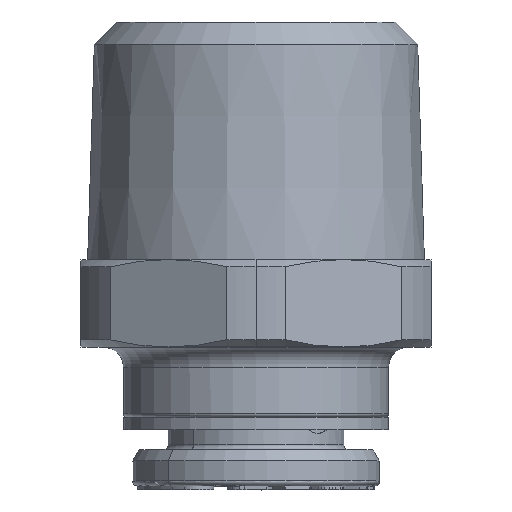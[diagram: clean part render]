
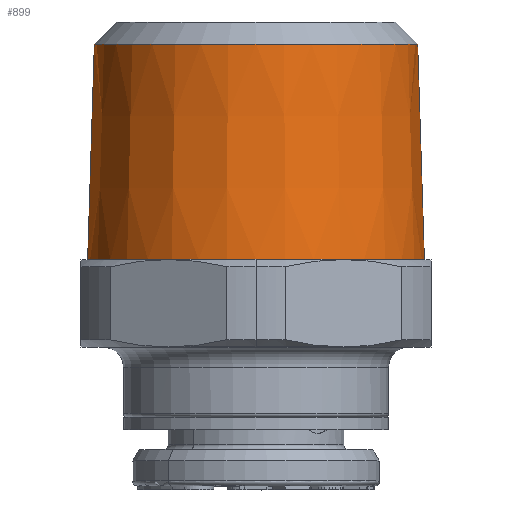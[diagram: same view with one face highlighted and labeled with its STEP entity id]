
A CAD part, top view. The second image highlights one B-rep face of the part: STEP entity #899.
In plain terms, the highlighted conical face has half-angle 1.78 degrees and reference radius 6.6 mm.
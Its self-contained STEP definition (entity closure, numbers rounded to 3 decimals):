
#899=ADVANCED_FACE('',(#2305),#2306,.T.);
#2305=FACE_OUTER_BOUND('',#4349,.T.);
#2306=CONICAL_SURFACE('',#4350,6.6,0.031);
#4349=EDGE_LOOP('',(#8219,#8220,#8221,#8222));
#4350=AXIS2_PLACEMENT_3D('',#8223,#8224,#8225);
#8219=ORIENTED_EDGE('',*,*,#13557,.T.);
#8220=ORIENTED_EDGE('',*,*,#13558,.T.);
#8221=ORIENTED_EDGE('',*,*,#13559,.T.);
#8222=ORIENTED_EDGE('',*,*,#13096,.F.);
#8223=CARTESIAN_POINT('',(0.0,7.808,0.0));
#8224=DIRECTION('',(-0.0,-1.0,0.0));
#8225=DIRECTION('',(-1.0,0.0,0.0));
#13096=EDGE_CURVE('',#15402,#15404,#15405,.T.);
#13557=EDGE_CURVE('',#15402,#16207,#16208,.T.);
#13558=EDGE_CURVE('',#16207,#16209,#16210,.T.);
#13559=EDGE_CURVE('',#16209,#15404,#16211,.T.);
#15402=VERTEX_POINT('',#18732);
#15404=VERTEX_POINT('',#18735);
#15405=CIRCLE('',#18736,6.466);
#16207=VERTEX_POINT('',#19961);
#16208=LINE('',#19962,#19963);
#16209=VERTEX_POINT('',#19964);
#16210=CIRCLE('',#19965,6.734);
#16211=LINE('',#19966,#19967);
#18732=CARTESIAN_POINT('',(-6.466,12.117,0.0));
#18735=CARTESIAN_POINT('',(6.466,12.117,0.));
#18736=AXIS2_PLACEMENT_3D('',#24528,#24529,#24530);
#19961=CARTESIAN_POINT('',(-6.734,3.5,0.0));
#19962=CARTESIAN_POINT('',(-6.6,7.808,0.));
#19963=VECTOR('',#25157,1.0);
#19964=CARTESIAN_POINT('',(6.734,3.5,0.));
#19965=AXIS2_PLACEMENT_3D('',#25158,#25159,#25160);
#19966=CARTESIAN_POINT('',(6.6,7.808,0.));
#19967=VECTOR('',#25161,1.0);
#24528=CARTESIAN_POINT('',(0.0,12.117,0.0));
#24529=DIRECTION('',(0.0,1.0,0.0));
#24530=DIRECTION('',(-1.0,0.0,0.0));
#25157=DIRECTION('',(-0.031,-1.,0.));
#25158=CARTESIAN_POINT('',(0.0,3.5,0.0));
#25159=DIRECTION('',(0.0,1.0,0.0));
#25160=DIRECTION('',(-1.0,0.0,0.0));
#25161=DIRECTION('',(-0.031,1.,0.));
